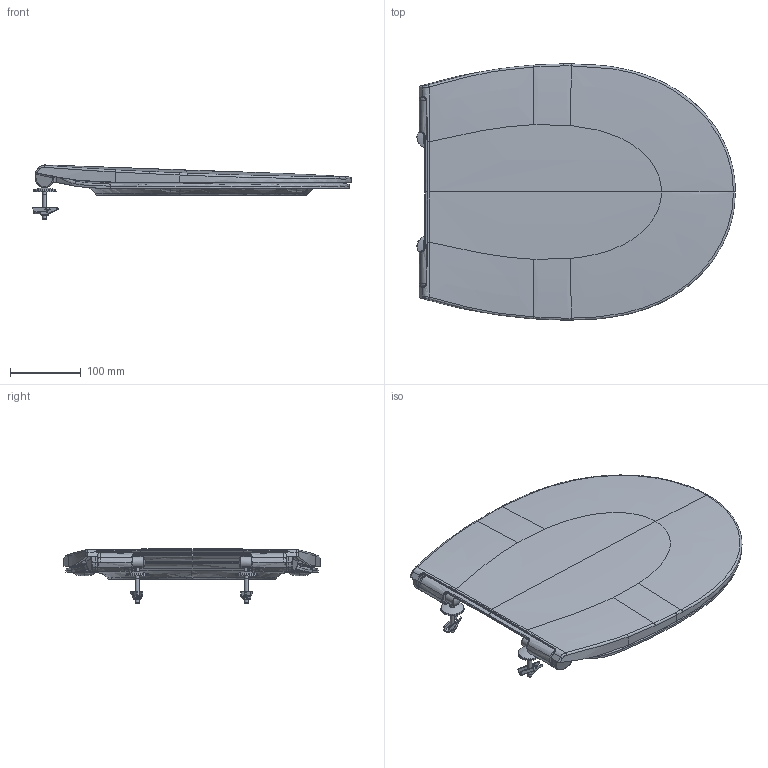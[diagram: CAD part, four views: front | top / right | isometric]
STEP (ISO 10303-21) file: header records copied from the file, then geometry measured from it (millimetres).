
FILE_DESCRIPTION(/* description */ ('Unknown'),/* implementation_level */ '2;1');
FILE_NAME(/* name */ '39898000',/* time_stamp */ '2022-09-08T17:25:55+02:00',/* author */ ('Unknown'),/* organization */ ('GROHE AG'),/* preprocessor_version */ 'ST-DEVELOPER v16.7',/* originating_system */ 'DEX',/* authorisation */ $);
FILE_SCHEMA (('AUTOMOTIVE_DESIGN {1 0 10303 214 3 1 1}'));
Products named in the file (16): 39898000; Alias Brep Model; Alias Shell Model; Importiert10; Importiert11; Importiert12; Importiert14; Importiert15; Importiert16; Importiert4; Importiert5; Importiert6; Importiert7; Importiert8; Importiert9; NONE
Assembly tree (15 placements, depth 2):
  39898000
    Alias Brep Model
    Alias Shell Model
    Importiert10
    Importiert11
    Importiert12
    Importiert14
    Importiert15
    Importiert16
    Importiert4
    Importiert5
    Importiert6
    Importiert7
    Importiert8
    Importiert9
    NONE
Bounding box: 452.21 x 363.45 x 76.66 mm (x, y, z)
Surface area: 479059.5 mm2 (no closed solid volume)
Topology: 0 solids, 31 shells, 511 faces, 1582 edges, 1065 vertices
Faces by surface type: bspline 356, cylinder 71, plane 68, cone 10, torus 4, sphere 2
Full cylindrical faces by diameter (mm): 5.2 x2, 6 x2, 7 x2, 10 x2, 10.1 x1, 16 x4, 32 x2, 33 x2
Entity records: 48025 total; most frequent: CARTESIAN_POINT 36832, ORIENTED_EDGE 2634, EDGE_CURVE 1529, DIRECTION 1089, VERTEX_POINT 1046, B_SPLINE_CURVE_WITH_KNOTS 983, EDGE_LOOP 570, FACE_BOUND 570
